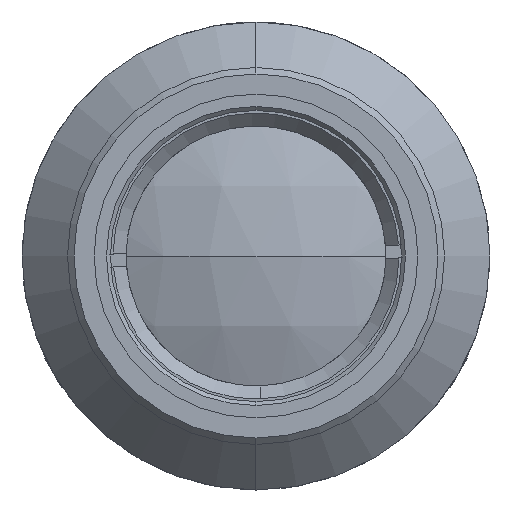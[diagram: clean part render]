
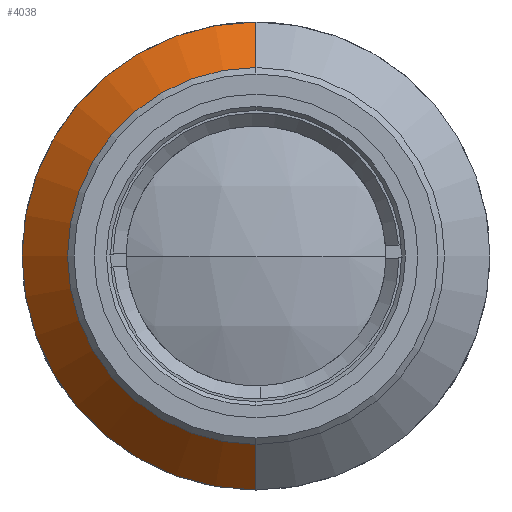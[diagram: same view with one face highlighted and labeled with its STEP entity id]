
A CAD part, left-side view. The second image highlights one B-rep face of the part: STEP entity #4038.
In plain terms, the highlighted conical face has half-angle 45 degrees and reference radius 18 mm.
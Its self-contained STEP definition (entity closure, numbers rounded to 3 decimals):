
#126 = ORIENTED_EDGE ( 'NONE', *, *, #3855, .F. ) ;
#153 = DIRECTION ( 'NONE',  ( 0.707, 0., 0.707 ) ) ;
#850 = ORIENTED_EDGE ( 'NONE', *, *, #2491, .T. ) ;
#853 = DIRECTION ( 'NONE',  ( 0.707, 0., -0.707 ) ) ;
#927 = EDGE_LOOP ( 'NONE', ( #126, #850, #2360, #4436 ) ) ;
#1072 = VERTEX_POINT ( 'NONE', #1893 ) ;
#1203 = CARTESIAN_POINT ( 'NONE',  ( 10., 0., 14.5 ) ) ;
#1238 = LINE ( 'NONE', #1552, #3515 ) ;
#1404 = CARTESIAN_POINT ( 'NONE',  ( 13.5, 0., 18. ) ) ;
#1470 = CARTESIAN_POINT ( 'NONE',  ( 13.5, 0., 0. ) ) ;
#1496 = DIRECTION ( 'NONE',  ( 0., 0., 1. ) ) ;
#1541 = CIRCLE ( 'NONE', #2083, 18. ) ;
#1552 = CARTESIAN_POINT ( 'NONE',  ( 13.5, 0., 18. ) ) ;
#1604 = DIRECTION ( 'NONE',  ( 0., 0., -1. ) ) ;
#1893 = CARTESIAN_POINT ( 'NONE',  ( 13.5, 0., -18. ) ) ;
#1973 = CARTESIAN_POINT ( 'NONE',  ( 13.5, 0., 0. ) ) ;
#2083 = AXIS2_PLACEMENT_3D ( 'NONE', #1470, #2283, #1496 ) ;
#2160 = AXIS2_PLACEMENT_3D ( 'NONE', #1973, #4218, #1604 ) ;
#2283 = DIRECTION ( 'NONE',  ( -1., 0., 0. ) ) ;
#2360 = ORIENTED_EDGE ( 'NONE', *, *, #3893, .T. ) ;
#2429 = LINE ( 'NONE', #3877, #3396 ) ;
#2491 = EDGE_CURVE ( 'NONE', #4613, #3755, #1238, .T. ) ;
#2570 = CARTESIAN_POINT ( 'NONE',  ( 10., 0., 0. ) ) ;
#2987 = DIRECTION ( 'NONE',  ( -1., 0., 0. ) ) ;
#3022 = AXIS2_PLACEMENT_3D ( 'NONE', #2570, #2987, #4427 ) ;
#3326 = CONICAL_SURFACE ( 'NONE', #2160, 18., 0.785 ) ;
#3396 = VECTOR ( 'NONE', #853, 1000. ) ;
#3515 = VECTOR ( 'NONE', #153, 1000. ) ;
#3656 = EDGE_CURVE ( 'NONE', #4746, #1072, #2429, .T. ) ;
#3726 = CARTESIAN_POINT ( 'NONE',  ( 10., 0., -14.5 ) ) ;
#3755 = VERTEX_POINT ( 'NONE', #1404 ) ;
#3828 = FACE_OUTER_BOUND ( 'NONE', #927, .T. ) ;
#3855 = EDGE_CURVE ( 'NONE', #4613, #4746, #4413, .T. ) ;
#3877 = CARTESIAN_POINT ( 'NONE',  ( 13.5, 0., -18. ) ) ;
#3893 = EDGE_CURVE ( 'NONE', #3755, #1072, #1541, .T. ) ;
#4038 = ADVANCED_FACE ( 'NONE', ( #3828 ), #3326, .T. ) ;
#4218 = DIRECTION ( 'NONE',  ( 1., 0., 0. ) ) ;
#4413 = CIRCLE ( 'NONE', #3022, 14.5 ) ;
#4427 = DIRECTION ( 'NONE',  ( 0., 0., 1. ) ) ;
#4436 = ORIENTED_EDGE ( 'NONE', *, *, #3656, .F. ) ;
#4613 = VERTEX_POINT ( 'NONE', #1203 ) ;
#4746 = VERTEX_POINT ( 'NONE', #3726 ) ;
